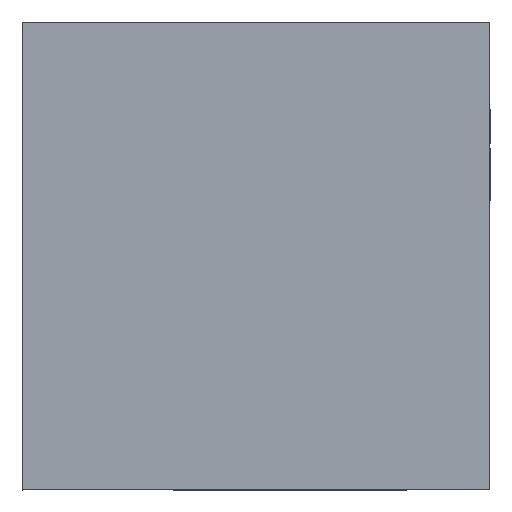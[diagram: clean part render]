
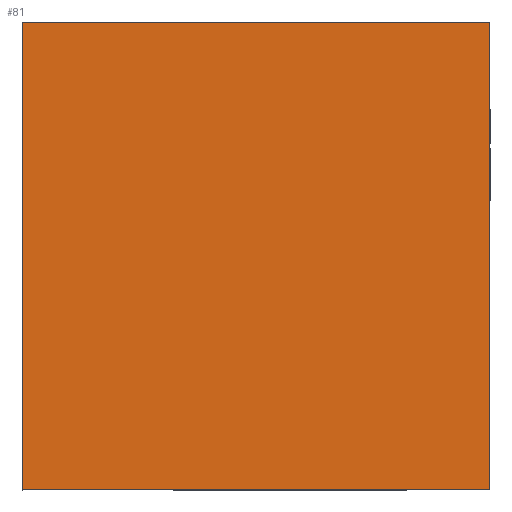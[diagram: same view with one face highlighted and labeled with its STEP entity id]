
A CAD part, front view. The second image highlights one B-rep face of the part: STEP entity #81.
In plain terms, the highlighted planar face has unit normal (0, -1, 0).
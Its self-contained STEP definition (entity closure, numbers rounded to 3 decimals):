
#2 = ORIENTED_EDGE ( 'NONE', *, *, #46, .F. ) ;
#4 = ORIENTED_EDGE ( 'NONE', *, *, #328, .T. ) ;
#29 = AXIS2_PLACEMENT_3D ( 'NONE', #380, #223, #347 ) ;
#31 = VECTOR ( 'NONE', #381, 1000. ) ;
#37 = EDGE_CURVE ( 'NONE', #274, #299, #125, .T. ) ;
#46 = EDGE_CURVE ( 'NONE', #274, #342, #214, .T. ) ;
#53 = VECTOR ( 'NONE', #94, 1000. ) ;
#78 = CARTESIAN_POINT ( 'NONE',  ( 60., -50., 0. ) ) ;
#81 = ADVANCED_FACE ( 'NONE', ( #267 ), #158, .F. ) ;
#92 = ORIENTED_EDGE ( 'NONE', *, *, #37, .T. ) ;
#94 = DIRECTION ( 'NONE',  ( 1., 0., 0. ) ) ;
#98 = EDGE_CURVE ( 'NONE', #342, #101, #114, .T. ) ;
#101 = VERTEX_POINT ( 'NONE', #127 ) ;
#111 = EDGE_LOOP ( 'NONE', ( #379, #2, #92, #4 ) ) ;
#114 = LINE ( 'NONE', #312, #31 ) ;
#125 = LINE ( 'NONE', #254, #53 ) ;
#127 = CARTESIAN_POINT ( 'NONE',  ( 60., -50., 100. ) ) ;
#138 = DIRECTION ( 'NONE',  ( 0., 0., 1. ) ) ;
#158 = PLANE ( 'NONE',  #29 ) ;
#214 = LINE ( 'NONE', #336, #368 ) ;
#223 = DIRECTION ( 'NONE',  ( 0., 1., 0. ) ) ;
#254 = CARTESIAN_POINT ( 'NONE',  ( -70., -50., 0. ) ) ;
#267 = FACE_OUTER_BOUND ( 'NONE', #111, .T. ) ;
#274 = VERTEX_POINT ( 'NONE', #388 ) ;
#275 = DIRECTION ( 'NONE',  ( 0., 0., 1. ) ) ;
#289 = CARTESIAN_POINT ( 'NONE',  ( -40., -50., 100. ) ) ;
#299 = VERTEX_POINT ( 'NONE', #322 ) ;
#312 = CARTESIAN_POINT ( 'NONE',  ( -70., -50., 100. ) ) ;
#317 = LINE ( 'NONE', #78, #352 ) ;
#322 = CARTESIAN_POINT ( 'NONE',  ( 60., -50., 0. ) ) ;
#328 = EDGE_CURVE ( 'NONE', #299, #101, #317, .T. ) ;
#336 = CARTESIAN_POINT ( 'NONE',  ( -40., -50., 0. ) ) ;
#342 = VERTEX_POINT ( 'NONE', #289 ) ;
#347 = DIRECTION ( 'NONE',  ( 0., 0., 1. ) ) ;
#352 = VECTOR ( 'NONE', #138, 1000. ) ;
#368 = VECTOR ( 'NONE', #275, 1000. ) ;
#379 = ORIENTED_EDGE ( 'NONE', *, *, #98, .F. ) ;
#380 = CARTESIAN_POINT ( 'NONE',  ( -70., -50., 100. ) ) ;
#381 = DIRECTION ( 'NONE',  ( 1., 0., 0. ) ) ;
#388 = CARTESIAN_POINT ( 'NONE',  ( -40., -50., 0. ) ) ;
